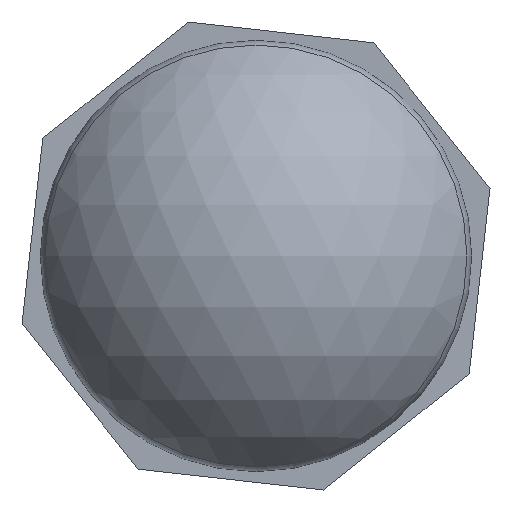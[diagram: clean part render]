
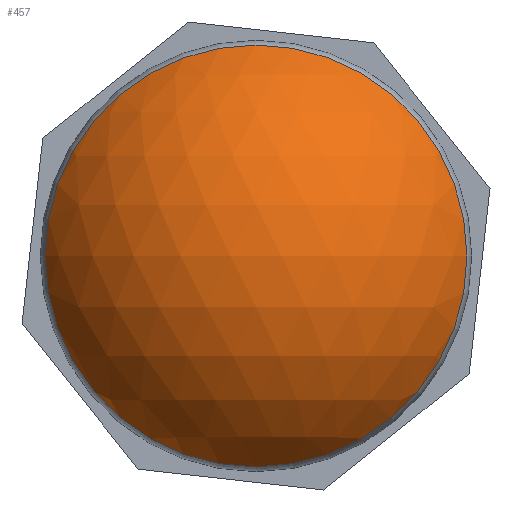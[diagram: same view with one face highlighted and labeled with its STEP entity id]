
A CAD part, left-side view. The second image highlights one B-rep face of the part: STEP entity #457.
In plain terms, the highlighted spherical face has radius 12.861 mm.
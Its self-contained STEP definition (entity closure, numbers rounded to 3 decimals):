
#43=SPHERICAL_SURFACE('',#502,12.861);
#73=CIRCLE('',#501,11.249);
#101=FACE_OUTER_BOUND('',#143,.T.);
#143=EDGE_LOOP('',(#375));
#231=VERTEX_POINT('',#698);
#282=EDGE_CURVE('',#231,#231,#73,.T.);
#375=ORIENTED_EDGE('',*,*,#282,.T.);
#457=ADVANCED_FACE('',(#101),#43,.T.);
#501=AXIS2_PLACEMENT_3D('',#699,#597,#598);
#502=AXIS2_PLACEMENT_3D('',#700,#599,#600);
#597=DIRECTION('center_axis',(-1.,0.,0.));
#598=DIRECTION('ref_axis',(0.,0.,1.));
#599=DIRECTION('center_axis',(0.,0.,1.));
#600=DIRECTION('ref_axis',(1.,0.,0.));
#698=CARTESIAN_POINT('',(-23.665,-11.249,0.));
#699=CARTESIAN_POINT('Origin',(-23.665,0.,0.));
#700=CARTESIAN_POINT('Origin',(-17.431,0.,0.));
